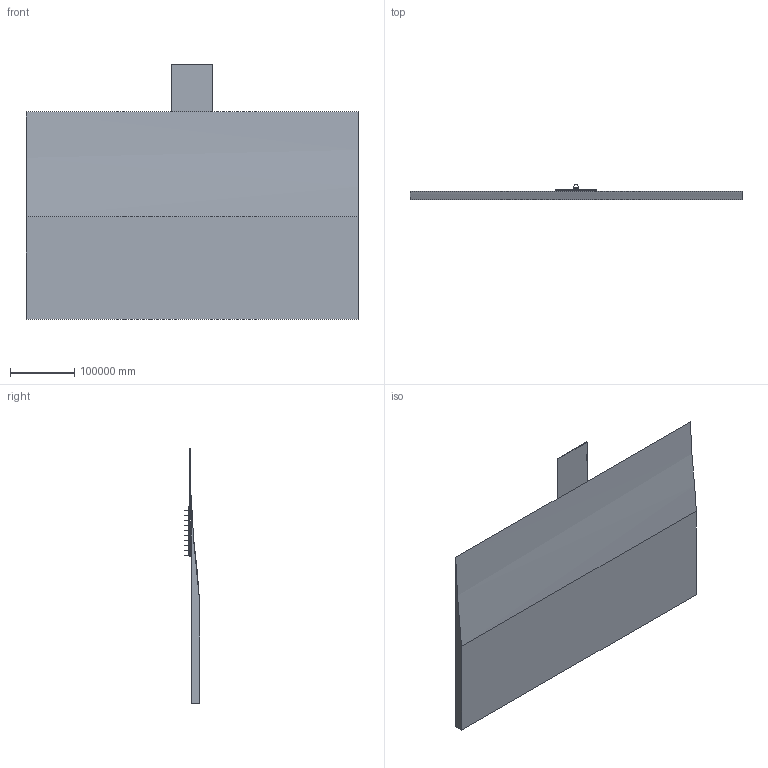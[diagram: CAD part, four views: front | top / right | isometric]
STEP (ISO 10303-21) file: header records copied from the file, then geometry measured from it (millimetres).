
FILE_DESCRIPTION(('FreeCAD Model'),'2;1');
FILE_NAME('Open CASCADE Shape Model','2025-05-04T00:07:43',('FreeCAD'),( 'FreeCAD'),'Open CASCADE STEP processor 7.6','FreeCAD','Unknown');
FILE_SCHEMA(('AUTOMOTIVE_DESIGN { 1 0 10303 214 1 1 1 1 }'));
Products named in the file (1): Open CASCADE STEP translator 7.6 1
Bounding box: 517740.63 x 23477.82 x 397365.93 mm (x, y, z)
Volume: 1575419365416680.2 mm3; surface area: 362721312701 mm2
Topology: 86 solids, 86 shells, 3096 faces, 7808 edges, 5312 vertices
Faces by surface type: bspline 3096
Entity records: 200440 total; most frequent: CARTESIAN_POINT 153797, ORIENTED_EDGE 15616, EDGE_CURVE 7808, VERTEX_POINT 5312, B_SPLINE_CURVE_WITH_KNOTS 4640, FACE_BOUND 4280, EDGE_LOOP 4280, ADVANCED_FACE 3096
